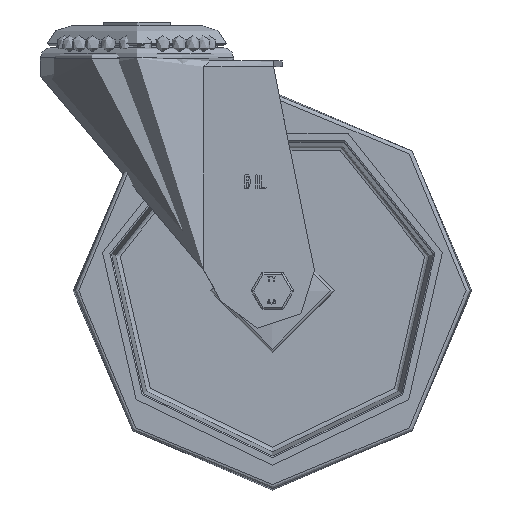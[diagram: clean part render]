
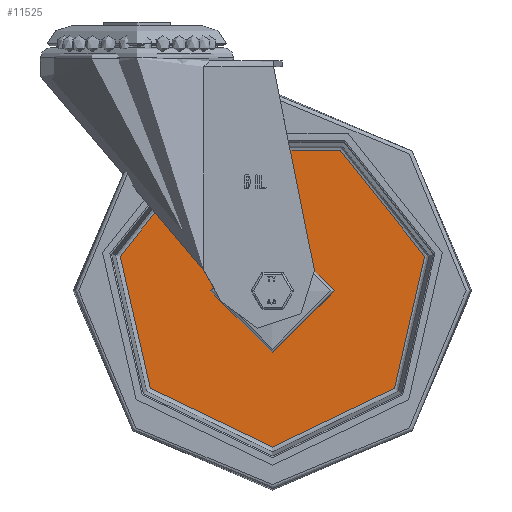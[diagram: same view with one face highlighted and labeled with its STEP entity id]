
A CAD part, front view. The second image highlights one B-rep face of the part: STEP entity #11525.
In plain terms, the highlighted planar face has unit normal (0, -1, 0).
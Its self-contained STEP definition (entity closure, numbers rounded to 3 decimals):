
#1177=FACE_BOUND('',#2611,.T.);
#1345=PLANE('',#12584);
#1875=FACE_OUTER_BOUND('',#2610,.T.);
#2610=EDGE_LOOP('',(#8534));
#2611=EDGE_LOOP('',(#8535));
#4857=CIRCLE('',#12540,78.345);
#4858=CIRCLE('',#12542,29.75);
#5360=VERTEX_POINT('',#17435);
#5361=VERTEX_POINT('',#17439);
#6555=EDGE_CURVE('',#5360,#5360,#4857,.T.);
#6556=EDGE_CURVE('',#5361,#5361,#4858,.T.);
#8534=ORIENTED_EDGE('',*,*,#6555,.F.);
#8535=ORIENTED_EDGE('',*,*,#6556,.T.);
#11525=ADVANCED_FACE('',(#1875,#1177),#1345,.T.);
#12540=AXIS2_PLACEMENT_3D('',#17437,#13943,#13944);
#12542=AXIS2_PLACEMENT_3D('',#17440,#13947,#13948);
#12584=AXIS2_PLACEMENT_3D('',#17509,#14039,#14040);
#13943=DIRECTION('center_axis',(0.,1.,0.));
#13944=DIRECTION('ref_axis',(0.,0.,1.));
#13947=DIRECTION('center_axis',(0.,1.,0.));
#13948=DIRECTION('ref_axis',(0.,0.,1.));
#14039=DIRECTION('center_axis',(0.,-1.,0.));
#14040=DIRECTION('ref_axis',(0.,0.,-1.));
#17435=CARTESIAN_POINT('',(0.,-3.25,-78.345));
#17437=CARTESIAN_POINT('Origin',(0.,-3.25,0.));
#17439=CARTESIAN_POINT('',(0.,-3.25,-29.75));
#17440=CARTESIAN_POINT('Origin',(0.,-3.25,0.));
#17509=CARTESIAN_POINT('Origin',(0.,-3.25,54.048));
